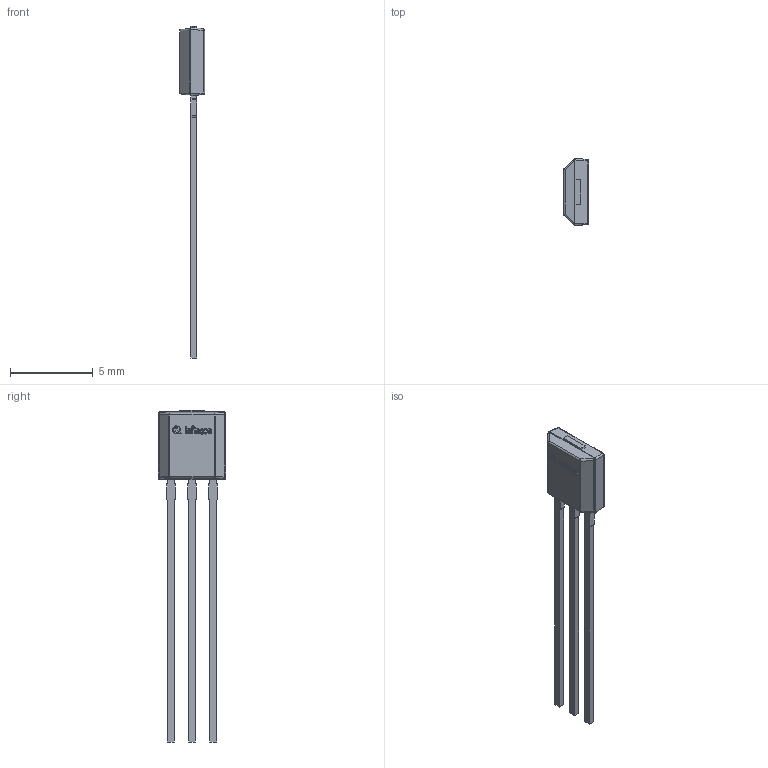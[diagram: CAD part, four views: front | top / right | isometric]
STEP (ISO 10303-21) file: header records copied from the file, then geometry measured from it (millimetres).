
FILE_DESCRIPTION(/* description */ (''),/* implementation_level */ '2;1');
FILE_NAME(/* name */ 'PG-SSO-3-12_Z8B00008277_V03_3D.stp',/* time_stamp */ '2022-01-18T15:36:33+05:00',/* author */ ('janartha'),/* organization */ (''),/* preprocessor_version */ 'ST-DEVELOPER v16.13',/* originating_system */ 'AutoCAD Mechanical',/* authorisation */ '');
FILE_SCHEMA (('AUTOMOTIVE_DESIGN { 1 0 10303 214 3 1 1 }'));
Length unit declared in the file: millimetre
Products named in the file (1): Product
Bounding box: 1.51 x 4.06 x 20 mm (x, y, z)
Volume: 29.6 mm3; surface area: 160.5 mm2
Topology: 18 solids, 18 shells, 209 faces, 483 edges, 310 vertices
Faces by surface type: plane 141, cylinder 38, bspline 18, sphere 12
Full cylindrical faces by diameter (mm): 0.073 x1, 0.146 x1
Entity records: 6039 total; most frequent: CARTESIAN_POINT 1375, ORIENTED_EDGE 962, DIRECTION 905, EDGE_CURVE 481, LINE 369, VECTOR 369, VERTEX_POINT 310, AXIS2_PLACEMENT_3D 268
